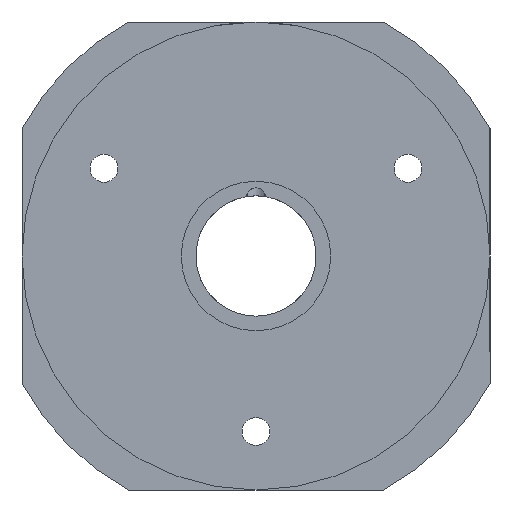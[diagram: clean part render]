
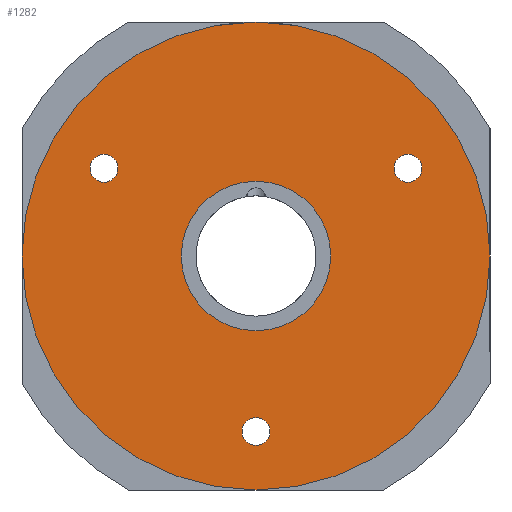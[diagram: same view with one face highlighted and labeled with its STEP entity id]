
A CAD part, front view. The second image highlights one B-rep face of the part: STEP entity #1282.
In plain terms, the highlighted planar face has unit normal (0, -1, 0).
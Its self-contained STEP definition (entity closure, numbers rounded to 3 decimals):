
#12 = EDGE_CURVE ( 'NONE', #398, #275, #187, .T. ) ;
#104 = DIRECTION ( 'NONE',  ( 0., 0., 1. ) ) ;
#122 = DIRECTION ( 'NONE',  ( 0., 1., 0. ) ) ;
#132 = CIRCLE ( 'NONE', #1973, 36. ) ;
#133 = CARTESIAN_POINT ( 'NONE',  ( 23.383, 0., 15.65 ) ) ;
#137 = CIRCLE ( 'NONE', #1756, 2.15 ) ;
#161 = AXIS2_PLACEMENT_3D ( 'NONE', #622, #319, #1113 ) ;
#178 = DIRECTION ( 'NONE',  ( 0., 0., 1. ) ) ;
#187 = CIRCLE ( 'NONE', #1748, 2.15 ) ;
#230 = ORIENTED_EDGE ( 'NONE', *, *, #663, .T. ) ;
#233 = ORIENTED_EDGE ( 'NONE', *, *, #370, .T. ) ;
#249 = CARTESIAN_POINT ( 'NONE',  ( 0., 0., -27. ) ) ;
#269 = ORIENTED_EDGE ( 'NONE', *, *, #1280, .T. ) ;
#275 = VERTEX_POINT ( 'NONE', #1390 ) ;
#279 = CARTESIAN_POINT ( 'NONE',  ( 23.383, 0., 13.5 ) ) ;
#319 = DIRECTION ( 'NONE',  ( 0., 1., 0. ) ) ;
#322 = CARTESIAN_POINT ( 'NONE',  ( 0., 0., 0. ) ) ;
#323 = CARTESIAN_POINT ( 'NONE',  ( -23.383, 0., 13.5 ) ) ;
#339 = EDGE_CURVE ( 'NONE', #439, #400, #132, .T. ) ;
#342 = DIRECTION ( 'NONE',  ( 0., -1., 0. ) ) ;
#369 = DIRECTION ( 'NONE',  ( 0., 0., 1. ) ) ;
#370 = EDGE_CURVE ( 'NONE', #531, #1010, #739, .T. ) ;
#377 = DIRECTION ( 'NONE',  ( 0., -1., 0. ) ) ;
#398 = VERTEX_POINT ( 'NONE', #1889 ) ;
#400 = VERTEX_POINT ( 'NONE', #1733 ) ;
#405 = DIRECTION ( 'NONE',  ( 0., 1., 0. ) ) ;
#408 = VERTEX_POINT ( 'NONE', #941 ) ;
#413 = AXIS2_PLACEMENT_3D ( 'NONE', #1516, #122, #1347 ) ;
#435 = PLANE ( 'NONE',  #1175 ) ;
#439 = VERTEX_POINT ( 'NONE', #1722 ) ;
#491 = EDGE_CURVE ( 'NONE', #1289, #1154, #1890, .T. ) ;
#493 = EDGE_LOOP ( 'NONE', ( #688, #728 ) ) ;
#501 = CIRCLE ( 'NONE', #413, 2.15 ) ;
#531 = VERTEX_POINT ( 'NONE', #844 ) ;
#561 = EDGE_CURVE ( 'NONE', #1154, #1289, #1783, .T. ) ;
#622 = CARTESIAN_POINT ( 'NONE',  ( 0., 0., -27. ) ) ;
#663 = EDGE_CURVE ( 'NONE', #1010, #531, #137, .T. ) ;
#688 = ORIENTED_EDGE ( 'NONE', *, *, #561, .F. ) ;
#711 = ORIENTED_EDGE ( 'NONE', *, *, #339, .T. ) ;
#728 = ORIENTED_EDGE ( 'NONE', *, *, #491, .F. ) ;
#739 = CIRCLE ( 'NONE', #830, 2.15 ) ;
#745 = FACE_OUTER_BOUND ( 'NONE', #756, .T. ) ;
#756 = EDGE_LOOP ( 'NONE', ( #711, #997 ) ) ;
#779 = CARTESIAN_POINT ( 'NONE',  ( 0., 0., -29.15 ) ) ;
#799 = DIRECTION ( 'NONE',  ( 0., -1., 0. ) ) ;
#806 = CARTESIAN_POINT ( 'NONE',  ( 0., 0., 0. ) ) ;
#807 = ORIENTED_EDGE ( 'NONE', *, *, #1574, .T. ) ;
#830 = AXIS2_PLACEMENT_3D ( 'NONE', #927, #1559, #178 ) ;
#835 = CIRCLE ( 'NONE', #1760, 2.15 ) ;
#844 = CARTESIAN_POINT ( 'NONE',  ( 23.383, 0., 11.35 ) ) ;
#845 = EDGE_LOOP ( 'NONE', ( #807, #269 ) ) ;
#881 = FACE_BOUND ( 'NONE', #1984, .T. ) ;
#890 = FACE_BOUND ( 'NONE', #493, .T. ) ;
#902 = CARTESIAN_POINT ( 'NONE',  ( 0., 0., 11.5 ) ) ;
#927 = CARTESIAN_POINT ( 'NONE',  ( 23.383, 0., 13.5 ) ) ;
#929 = DIRECTION ( 'NONE',  ( 0., 1., 0. ) ) ;
#941 = CARTESIAN_POINT ( 'NONE',  ( 0., 0., -24.85 ) ) ;
#968 = CARTESIAN_POINT ( 'NONE',  ( 0., 0., 0. ) ) ;
#997 = ORIENTED_EDGE ( 'NONE', *, *, #1038, .T. ) ;
#1010 = VERTEX_POINT ( 'NONE', #133 ) ;
#1038 = EDGE_CURVE ( 'NONE', #400, #439, #1759, .T. ) ;
#1053 = CARTESIAN_POINT ( 'NONE',  ( 0., 0., 0. ) ) ;
#1113 = DIRECTION ( 'NONE',  ( 0., 0., 1. ) ) ;
#1154 = VERTEX_POINT ( 'NONE', #902 ) ;
#1159 = EDGE_LOOP ( 'NONE', ( #1306, #1510 ) ) ;
#1175 = AXIS2_PLACEMENT_3D ( 'NONE', #1053, #1230, #1842 ) ;
#1196 = CIRCLE ( 'NONE', #161, 2.15 ) ;
#1205 = AXIS2_PLACEMENT_3D ( 'NONE', #968, #1602, #1780 ) ;
#1230 = DIRECTION ( 'NONE',  ( 0., 1., 0. ) ) ;
#1254 = DIRECTION ( 'NONE',  ( 0., 0., 1. ) ) ;
#1280 = EDGE_CURVE ( 'NONE', #1361, #408, #835, .T. ) ;
#1282 = ADVANCED_FACE ( 'NONE', ( #1515, #881, #1524, #745, #890 ), #435, .F. ) ;
#1289 = VERTEX_POINT ( 'NONE', #1690 ) ;
#1306 = ORIENTED_EDGE ( 'NONE', *, *, #12, .T. ) ;
#1347 = DIRECTION ( 'NONE',  ( 0., 0., 1. ) ) ;
#1361 = VERTEX_POINT ( 'NONE', #779 ) ;
#1390 = CARTESIAN_POINT ( 'NONE',  ( -23.383, 0., 11.35 ) ) ;
#1438 = DIRECTION ( 'NONE',  ( 0., 0., -1. ) ) ;
#1510 = ORIENTED_EDGE ( 'NONE', *, *, #1791, .T. ) ;
#1515 = FACE_BOUND ( 'NONE', #1159, .T. ) ;
#1516 = CARTESIAN_POINT ( 'NONE',  ( -23.383, 0., 13.5 ) ) ;
#1524 = FACE_BOUND ( 'NONE', #845, .T. ) ;
#1526 = AXIS2_PLACEMENT_3D ( 'NONE', #806, #377, #369 ) ;
#1559 = DIRECTION ( 'NONE',  ( 0., 1., 0. ) ) ;
#1574 = EDGE_CURVE ( 'NONE', #408, #1361, #1196, .T. ) ;
#1602 = DIRECTION ( 'NONE',  ( 0., -1., 0. ) ) ;
#1690 = CARTESIAN_POINT ( 'NONE',  ( 0., 0., -11.5 ) ) ;
#1694 = DIRECTION ( 'NONE',  ( 0., 1., 0. ) ) ;
#1722 = CARTESIAN_POINT ( 'NONE',  ( 0., 0., -36. ) ) ;
#1733 = CARTESIAN_POINT ( 'NONE',  ( 0., 0., 36. ) ) ;
#1735 = DIRECTION ( 'NONE',  ( 0., 0., 1. ) ) ;
#1748 = AXIS2_PLACEMENT_3D ( 'NONE', #323, #929, #1735 ) ;
#1756 = AXIS2_PLACEMENT_3D ( 'NONE', #279, #1694, #1254 ) ;
#1759 = CIRCLE ( 'NONE', #1789, 36. ) ;
#1760 = AXIS2_PLACEMENT_3D ( 'NONE', #249, #405, #104 ) ;
#1780 = DIRECTION ( 'NONE',  ( 0., 0., 1. ) ) ;
#1783 = CIRCLE ( 'NONE', #1205, 11.5 ) ;
#1789 = AXIS2_PLACEMENT_3D ( 'NONE', #322, #799, #1438 ) ;
#1791 = EDGE_CURVE ( 'NONE', #275, #398, #501, .T. ) ;
#1842 = DIRECTION ( 'NONE',  ( 0., 0., 1. ) ) ;
#1879 = CARTESIAN_POINT ( 'NONE',  ( 0., 0., 0. ) ) ;
#1889 = CARTESIAN_POINT ( 'NONE',  ( -23.383, 0., 15.65 ) ) ;
#1890 = CIRCLE ( 'NONE', #1526, 11.5 ) ;
#1896 = DIRECTION ( 'NONE',  ( 0., 0., -1. ) ) ;
#1973 = AXIS2_PLACEMENT_3D ( 'NONE', #1879, #342, #1896 ) ;
#1984 = EDGE_LOOP ( 'NONE', ( #230, #233 ) ) ;
